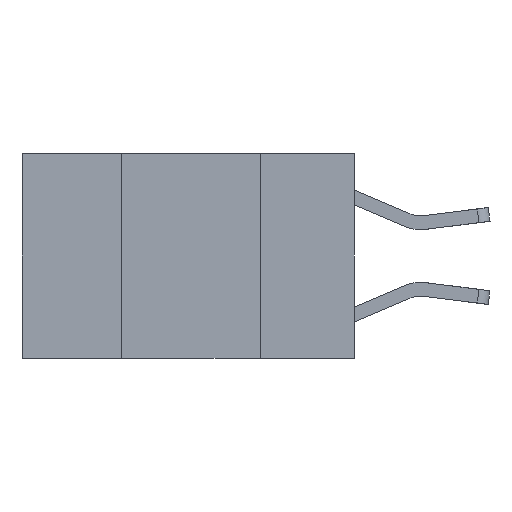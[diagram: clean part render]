
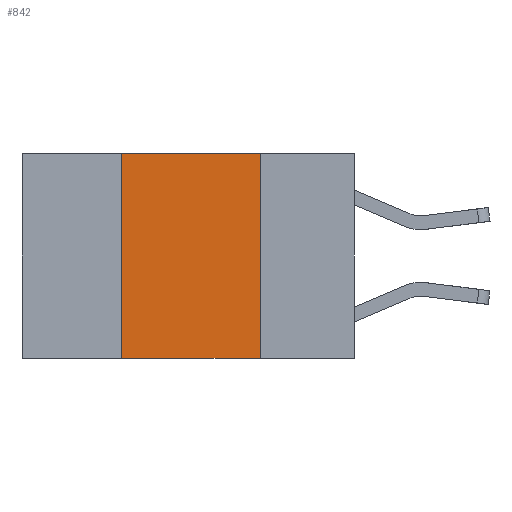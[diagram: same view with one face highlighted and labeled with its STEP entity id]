
A CAD part, left-side view. The second image highlights one B-rep face of the part: STEP entity #842.
In plain terms, the highlighted planar face has unit normal (-1, 0, 0).
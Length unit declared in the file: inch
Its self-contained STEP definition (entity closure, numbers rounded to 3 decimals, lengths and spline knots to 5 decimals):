
#172 = EDGE_CURVE ( 'NONE', #8204, #9223, #4274, .T. ) ;
#201 = ORIENTED_EDGE ( 'NONE', *, *, #7630, .T. ) ;
#576 = VERTEX_POINT ( 'NONE', #5494 ) ;
#668 = EDGE_CURVE ( 'NONE', #9223, #6483, #9538, .T. ) ;
#842 = ADVANCED_FACE ( 'NONE', ( #9317 ), #8968, .F. ) ;
#1114 = CARTESIAN_POINT ( 'NONE',  ( 0., 0.6, 0. ) ) ;
#1513 = DIRECTION ( 'NONE',  ( 0., 0., -1. ) ) ;
#2648 = ORIENTED_EDGE ( 'NONE', *, *, #172, .F. ) ;
#2691 = DIRECTION ( 'NONE',  ( 0., 0., 1. ) ) ;
#2864 = CARTESIAN_POINT ( 'NONE',  ( 0., 0.42, 0. ) ) ;
#3310 = DIRECTION ( 'NONE',  ( 0., -1., 0. ) ) ;
#3695 = VECTOR ( 'NONE', #3310, 39.37008 ) ;
#4274 = LINE ( 'NONE', #2864, #8128 ) ;
#4541 = CARTESIAN_POINT ( 'NONE',  ( 0., 0.17, 0. ) ) ;
#4853 = ORIENTED_EDGE ( 'NONE', *, *, #668, .F. ) ;
#5196 = CARTESIAN_POINT ( 'NONE',  ( 0., 0.42, -0.37 ) ) ;
#5304 = DIRECTION ( 'NONE',  ( 1., 0., 0. ) ) ;
#5494 = CARTESIAN_POINT ( 'NONE',  ( 0., 0.17, -0.37 ) ) ;
#6288 = CARTESIAN_POINT ( 'NONE',  ( 0., 0.17, 0. ) ) ;
#6393 = AXIS2_PLACEMENT_3D ( 'NONE', #8320, #5304, #8899 ) ;
#6483 = VERTEX_POINT ( 'NONE', #4541 ) ;
#6977 = EDGE_LOOP ( 'NONE', ( #8668, #4853, #2648, #201 ) ) ;
#6983 = DIRECTION ( 'NONE',  ( 0., -1., 0. ) ) ;
#7630 = EDGE_CURVE ( 'NONE', #8204, #576, #7917, .T. ) ;
#7698 = CARTESIAN_POINT ( 'NONE',  ( 0., 0.6, -0.37 ) ) ;
#7917 = LINE ( 'NONE', #7698, #9801 ) ;
#8128 = VECTOR ( 'NONE', #2691, 39.37008 ) ;
#8153 = LINE ( 'NONE', #6288, #9794 ) ;
#8204 = VERTEX_POINT ( 'NONE', #5196 ) ;
#8320 = CARTESIAN_POINT ( 'NONE',  ( 0., 0.6, 0. ) ) ;
#8478 = CARTESIAN_POINT ( 'NONE',  ( 0., 0.42, 0. ) ) ;
#8668 = ORIENTED_EDGE ( 'NONE', *, *, #9309, .F. ) ;
#8899 = DIRECTION ( 'NONE',  ( 0., 0., -1. ) ) ;
#8968 = PLANE ( 'NONE',  #6393 ) ;
#9223 = VERTEX_POINT ( 'NONE', #8478 ) ;
#9309 = EDGE_CURVE ( 'NONE', #6483, #576, #8153, .T. ) ;
#9317 = FACE_OUTER_BOUND ( 'NONE', #6977, .T. ) ;
#9538 = LINE ( 'NONE', #1114, #3695 ) ;
#9794 = VECTOR ( 'NONE', #1513, 39.37008 ) ;
#9801 = VECTOR ( 'NONE', #6983, 39.37008 ) ;
